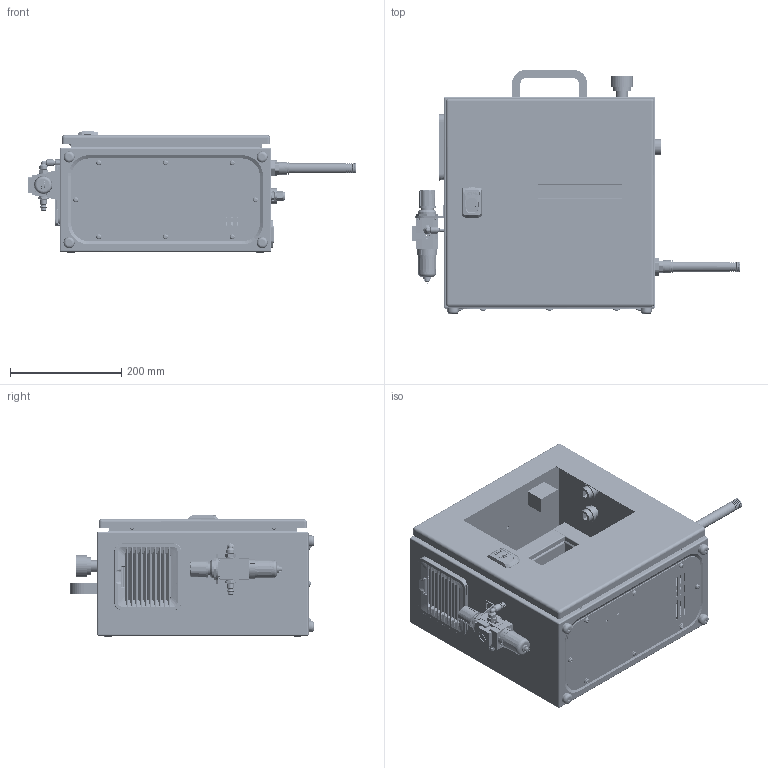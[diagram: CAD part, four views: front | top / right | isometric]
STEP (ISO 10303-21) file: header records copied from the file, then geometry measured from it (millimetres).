
FILE_DESCRIPTION (( 'STEP AP214' ), '1' );
FILE_NAME ('Schaltschrank Clampbooster-.STEP', '2023-02-24T07:30:56', ( 'admin' ), ( '' ), 'SwSTEP 2.0', 'SolidWorks 2021', '' );
FILE_SCHEMA (( 'AUTOMOTIVE_DESIGN' ));
Length unit declared in the file: millimetre
Products named in the file (32): 1380_000_1__26; Kabeldurchführung Roboter; Schaltschrank Clampbooster-; 1380_000_1__34; Druckminderer Schaltschrank; Griff Schaltschrank; Schlauchpacket Reduzierung; Schaltschrank Montageplatte; 1380_000_1__23; CB301-00 Schaltschrank T黵; 1380_000_1_; Finder Lüftungsgitter 7F02_0_000_1000; Füße Schaltschrank; CB301-01 Schaltschrank Gehäuse Rittal; CB301-01 Schaltschrank Boden; Verdrahrungskanal Rechts 25x40 OBO 6178010; 1380_000_1__32; Kabeldurchführung Schaltschrank; 1380_000_1__12; Schlauchpacket Mutter; 1380_000_1__28; Druckluftschlauch 6mm; Verdrahrungskanal Unten 25x40 OBO 6178010; FLEXA_ROHRflex_PA6_LL_10267202014; Hutschiene 160mm; Kaltgerätestecker Schaltschrank___ _________; Druckluft Anschluss Schaltschrank; 1380_000_1__3; 1380_000_1__8; LAN Durchführung Schaltschrank; Festo 186118_QSL_G1_4_6; Not Aus Schaltschrank
Assembly tree (47 placements, depth 3):
  Schaltschrank Clampbooster-
    1380_000_1_
      1380_000_1__3  x4
      1380_000_1__8
      Schaltschrank Montageplatte
      1380_000_1__12  x8
      CB301-01 Schaltschrank Boden
      1380_000_1__23  x2
      1380_000_1__26
      1380_000_1__28
      CB301-00 Schaltschrank T黵
      1380_000_1__32
      1380_000_1__34
      CB301-01 Schaltschrank Gehäuse Rittal
    Hutschiene 160mm
    Druckminderer Schaltschrank
    Kaltgerätestecker Schaltschrank___ _________
    Kabeldurchführung Schaltschrank
    LAN Durchführung Schaltschrank  x2
    Festo 186118_QSL_G1_4_6
    Not Aus Schaltschrank
    Druckluft Anschluss Schaltschrank
    Druckluftschlauch 6mm
    Finder Lüftungsgitter 7F02_0_000_1000
    Verdrahrungskanal Rechts 25x40 OBO 6178010  x2
    Verdrahrungskanal Unten 25x40 OBO 6178010
    Griff Schaltschrank
    Füße Schaltschrank  x4
    Schlauchpacket Reduzierung
    Kabeldurchführung Roboter
    Schlauchpacket Mutter
    FLEXA_ROHRflex_PA6_LL_10267202014
Bounding box: 589 x 439 x 218.27 mm (x, y, z)
Volume: 1952247.8 mm3; surface area: 2049794 mm2
Topology: 54 solids, 54 shells, 5041 faces, 13551 edges, 8751 vertices
Faces by surface type: plane 2128, cylinder 1714, torus 515, cone 385, bspline 208, sphere 91
Entity records: 195723 total; most frequent: CARTESIAN_POINT 51888, ORIENTED_EDGE 24938, DIRECTION 23421, EDGE_CURVE 12469, AXIS2_PLACEMENT_3D 8597, VERTEX_POINT 8068, LINE 6227, VECTOR 6227
